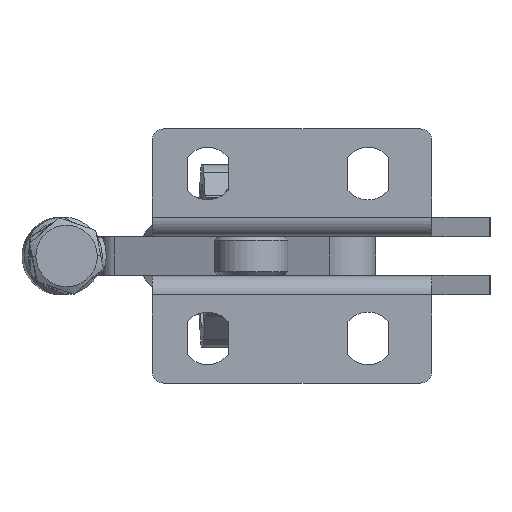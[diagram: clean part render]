
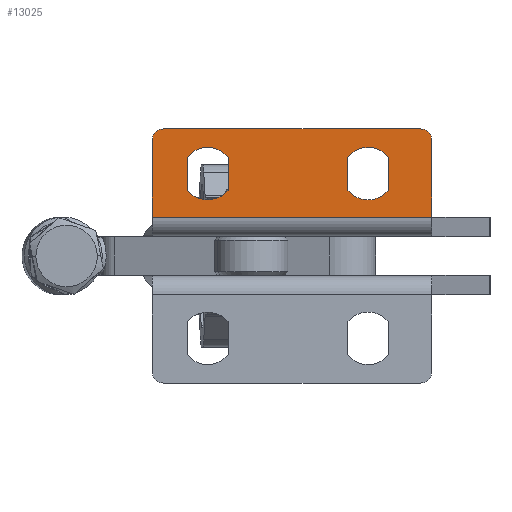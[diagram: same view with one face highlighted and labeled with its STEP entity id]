
A CAD part, front view. The second image highlights one B-rep face of the part: STEP entity #13025.
In plain terms, the highlighted planar face has unit normal (0, -1, 0).
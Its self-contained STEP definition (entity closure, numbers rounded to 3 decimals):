
#12690 = ORIENTED_EDGE ( 'NONE', *, *, #41343, .F. ) ;
#12950 = VERTEX_POINT ( 'NONE', #42077 ) ;
#12953 = VERTEX_POINT ( 'NONE', #41996 ) ;
#12960 = EDGE_LOOP ( 'NONE', ( #12996, #12993, #12992, #13042, #13022 ) ) ;
#12965 = ORIENTED_EDGE ( 'NONE', *, *, #12989, .F. ) ;
#12982 = EDGE_CURVE ( 'NONE', #13035, #12991, #42293, .T. ) ;
#12986 = VERTEX_POINT ( 'NONE', #42268 ) ;
#12988 = VERTEX_POINT ( 'NONE', #42259 ) ;
#12989 = EDGE_CURVE ( 'NONE', #12991, #12986, #42445, .T. ) ;
#12991 = VERTEX_POINT ( 'NONE', #42437 ) ;
#12992 = ORIENTED_EDGE ( 'NONE', *, *, #13037, .T. ) ;
#12993 = ORIENTED_EDGE ( 'NONE', *, *, #13010, .T. ) ;
#12996 = ORIENTED_EDGE ( 'NONE', *, *, #13003, .T. ) ;
#13001 = VERTEX_POINT ( 'NONE', #42442 ) ;
#13002 = EDGE_CURVE ( 'NONE', #12986, #13021, #42393, .T. ) ;
#13003 = EDGE_CURVE ( 'NONE', #20109, #13001, #42496, .T. ) ;
#13010 = EDGE_CURVE ( 'NONE', #13001, #13027, #42840, .T. ) ;
#13011 = EDGE_LOOP ( 'NONE', ( #13031, #13033, #13018, #12965, #13032, #12690 ) ) ;
#13018 = ORIENTED_EDGE ( 'NONE', *, *, #13002, .F. ) ;
#13021 = VERTEX_POINT ( 'NONE', #42827 ) ;
#13022 = ORIENTED_EDGE ( 'NONE', *, *, #20103, .T. ) ;
#13025 = ADVANCED_FACE ( 'NONE', ( #42820, #42891, #42821 ), #42800, .T. ) ;
#13026 = EDGE_CURVE ( 'NONE', #12950, #20185, #42951, .T. ) ;
#13027 = VERTEX_POINT ( 'NONE', #42810 ) ;
#13028 = EDGE_CURVE ( 'NONE', #13021, #12988, #42851, .T. ) ;
#13031 = ORIENTED_EDGE ( 'NONE', *, *, #13034, .F. ) ;
#13032 = ORIENTED_EDGE ( 'NONE', *, *, #12982, .F. ) ;
#13033 = ORIENTED_EDGE ( 'NONE', *, *, #13028, .F. ) ;
#13034 = EDGE_CURVE ( 'NONE', #12988, #12953, #43088, .T. ) ;
#13035 = VERTEX_POINT ( 'NONE', #43087 ) ;
#13037 = EDGE_CURVE ( 'NONE', #13027, #12950, #43085, .T. ) ;
#13042 = ORIENTED_EDGE ( 'NONE', *, *, #13026, .T. ) ;
#13503 = EDGE_CURVE ( 'NONE', #20309, #20099, #34097, .T. ) ;
#17331 = AXIS2_PLACEMENT_3D ( 'NONE', #17337, #17395, #17394 ) ;
#17332 = CARTESIAN_POINT ( 'NONE',  ( -293.331, 2532.506, 26.946 ) ) ;
#17333 = LINE ( 'NONE', #17332, #17391 ) ;
#17337 = CARTESIAN_POINT ( 'NONE',  ( -288.081, 2532.506, 31.209 ) ) ;
#17338 = CARTESIAN_POINT ( 'NONE',  ( -293.331, 2532.506, 35.446 ) ) ;
#17340 = DIRECTION ( 'NONE',  ( 0., 0., 1. ) ) ;
#17341 = DIRECTION ( 'NONE',  ( 0., 1., 0. ) ) ;
#17342 = CARTESIAN_POINT ( 'NONE',  ( -288.081, 2532.506, 31.184 ) ) ;
#17343 = AXIS2_PLACEMENT_3D ( 'NONE', #17342, #17341, #17340 ) ;
#17344 = CIRCLE ( 'NONE', #17331, 6.762 ) ;
#17347 = CARTESIAN_POINT ( 'NONE',  ( -282.831, 2532.506, 26.946 ) ) ;
#17357 = CIRCLE ( 'NONE', #17343, 6.762 ) ;
#17368 = LINE ( 'NONE', #17374, #17373 ) ;
#17369 = CARTESIAN_POINT ( 'NONE',  ( -340.684, 2532.506, 20. ) ) ;
#17370 = LINE ( 'NONE', #17369, #17425 ) ;
#17373 = VECTOR ( 'NONE', #17421, 1000. ) ;
#17374 = CARTESIAN_POINT ( 'NONE',  ( -282.831, 2532.506, 26.946 ) ) ;
#17390 = DIRECTION ( 'NONE',  ( 0., 0., 1. ) ) ;
#17391 = VECTOR ( 'NONE', #17390, 1000. ) ;
#17394 = DIRECTION ( 'NONE',  ( 0., 0., 1. ) ) ;
#17395 = DIRECTION ( 'NONE',  ( 0., 1., 0. ) ) ;
#17421 = DIRECTION ( 'NONE',  ( 0., 0., -1. ) ) ;
#17424 = DIRECTION ( 'NONE',  ( -1., 0., 0. ) ) ;
#17425 = VECTOR ( 'NONE', #17424, 1000. ) ;
#17426 = CARTESIAN_POINT ( 'NONE',  ( -282.831, 2532.506, 35.446 ) ) ;
#20099 = VERTEX_POINT ( 'NONE', #27594 ) ;
#20103 = EDGE_CURVE ( 'NONE', #20185, #20109, #27610, .T. ) ;
#20109 = VERTEX_POINT ( 'NONE', #27607 ) ;
#20185 = VERTEX_POINT ( 'NONE', #27756 ) ;
#20309 = VERTEX_POINT ( 'NONE', #28209 ) ;
#27594 = CARTESIAN_POINT ( 'NONE',  ( -293.331, 2532.506, 26.946 ) ) ;
#27601 = DIRECTION ( 'NONE',  ( 0., 0., 1. ) ) ;
#27602 = DIRECTION ( 'NONE',  ( 0., 1., 0. ) ) ;
#27603 = CARTESIAN_POINT ( 'NONE',  ( -329.384, 2532.506, 31.213 ) ) ;
#27604 = AXIS2_PLACEMENT_3D ( 'NONE', #27603, #27602, #27601 ) ;
#27607 = CARTESIAN_POINT ( 'NONE',  ( -334.634, 2532.506, 26.95 ) ) ;
#27610 = CIRCLE ( 'NONE', #27604, 6.762 ) ;
#27756 = CARTESIAN_POINT ( 'NONE',  ( -329.384, 2532.506, 24.45 ) ) ;
#28209 = CARTESIAN_POINT ( 'NONE',  ( -288.081, 2532.506, 24.446 ) ) ;
#33911 = AXIS2_PLACEMENT_3D ( 'NONE', #34089, #34088, #34087 ) ;
#34087 = DIRECTION ( 'NONE',  ( 0., 0., 1. ) ) ;
#34088 = DIRECTION ( 'NONE',  ( 0., 1., 0. ) ) ;
#34089 = CARTESIAN_POINT ( 'NONE',  ( -288.081, 2532.506, 31.209 ) ) ;
#34097 = CIRCLE ( 'NONE', #33911, 6.762 ) ;
#40031 = ORIENTED_EDGE ( 'NONE', *, *, #40393, .T. ) ;
#40083 = EDGE_CURVE ( 'NONE', #40209, #41370, #17357, .T. ) ;
#40084 = ORIENTED_EDGE ( 'NONE', *, *, #40083, .T. ) ;
#40209 = VERTEX_POINT ( 'NONE', #17338 ) ;
#40221 = ORIENTED_EDGE ( 'NONE', *, *, #13503, .T. ) ;
#40253 = EDGE_CURVE ( 'NONE', #40357, #20309, #17344, .T. ) ;
#40276 = EDGE_LOOP ( 'NONE', ( #41351, #40606, #40221, #40031, #40084 ) ) ;
#40357 = VERTEX_POINT ( 'NONE', #17347 ) ;
#40393 = EDGE_CURVE ( 'NONE', #20099, #40209, #17333, .T. ) ;
#40606 = ORIENTED_EDGE ( 'NONE', *, *, #40253, .T. ) ;
#41343 = EDGE_CURVE ( 'NONE', #12953, #13035, #17370, .T. ) ;
#41351 = ORIENTED_EDGE ( 'NONE', *, *, #41355, .T. ) ;
#41355 = EDGE_CURVE ( 'NONE', #41370, #40357, #17368, .T. ) ;
#41370 = VERTEX_POINT ( 'NONE', #17426 ) ;
#41996 = CARTESIAN_POINT ( 'NONE',  ( -271.684, 2532.506, 20. ) ) ;
#42077 = CARTESIAN_POINT ( 'NONE',  ( -324.134, 2532.506, 26.95 ) ) ;
#42259 = CARTESIAN_POINT ( 'NONE',  ( -271.684, 2532.506, 39.7 ) ) ;
#42268 = CARTESIAN_POINT ( 'NONE',  ( -340.684, 2532.506, 42.7 ) ) ;
#42275 = DIRECTION ( 'NONE',  ( 0., 0., 1. ) ) ;
#42276 = VECTOR ( 'NONE', #42275, 1000. ) ;
#42292 = CARTESIAN_POINT ( 'NONE',  ( -343.684, 2532.506, 20. ) ) ;
#42293 = LINE ( 'NONE', #42292, #42276 ) ;
#42371 = CARTESIAN_POINT ( 'NONE',  ( -340.684, 2532.506, 39.7 ) ) ;
#42393 = LINE ( 'NONE', #42539, #42537 ) ;
#42404 = DIRECTION ( 'NONE',  ( 0., 0., 1. ) ) ;
#42405 = DIRECTION ( 'NONE',  ( 0., 1., 0. ) ) ;
#42435 = AXIS2_PLACEMENT_3D ( 'NONE', #42371, #42405, #42404 ) ;
#42437 = CARTESIAN_POINT ( 'NONE',  ( -343.684, 2532.506, 39.7 ) ) ;
#42442 = CARTESIAN_POINT ( 'NONE',  ( -334.634, 2532.506, 35.45 ) ) ;
#42445 = CIRCLE ( 'NONE', #42435, 3. ) ;
#42494 = CARTESIAN_POINT ( 'NONE',  ( -334.634, 2532.506, 26.95 ) ) ;
#42496 = LINE ( 'NONE', #42494, #42529 ) ;
#42528 = DIRECTION ( 'NONE',  ( 0., 0., 1. ) ) ;
#42529 = VECTOR ( 'NONE', #42528, 1000. ) ;
#42536 = DIRECTION ( 'NONE',  ( 1., 0., 0. ) ) ;
#42537 = VECTOR ( 'NONE', #42536, 1000. ) ;
#42539 = CARTESIAN_POINT ( 'NONE',  ( -340.684, 2532.506, 42.7 ) ) ;
#42734 = CARTESIAN_POINT ( 'NONE',  ( -329.384, 2532.506, 31.188 ) ) ;
#42800 = PLANE ( 'NONE',  #42962 ) ;
#42810 = CARTESIAN_POINT ( 'NONE',  ( -324.134, 2532.506, 35.45 ) ) ;
#42814 = DIRECTION ( 'NONE',  ( 0., 1., 0. ) ) ;
#42820 = FACE_BOUND ( 'NONE', #12960, .T. ) ;
#42821 = FACE_BOUND ( 'NONE', #40276, .T. ) ;
#42824 = DIRECTION ( 'NONE',  ( 0., 0., 1. ) ) ;
#42825 = AXIS2_PLACEMENT_3D ( 'NONE', #42734, #42843, #42824 ) ;
#42827 = CARTESIAN_POINT ( 'NONE',  ( -274.684, 2532.506, 42.7 ) ) ;
#42840 = CIRCLE ( 'NONE', #42825, 6.763 ) ;
#42843 = DIRECTION ( 'NONE',  ( 0., 1., 0. ) ) ;
#42851 = CIRCLE ( 'NONE', #42954, 3. ) ;
#42891 = FACE_OUTER_BOUND ( 'NONE', #13011, .T. ) ;
#42946 = CARTESIAN_POINT ( 'NONE',  ( -274.684, 2532.506, 39.7 ) ) ;
#42947 = DIRECTION ( 'NONE',  ( 0., 0., 1. ) ) ;
#42948 = DIRECTION ( 'NONE',  ( 0., 1., 0. ) ) ;
#42949 = CARTESIAN_POINT ( 'NONE',  ( -329.384, 2532.506, 31.213 ) ) ;
#42950 = AXIS2_PLACEMENT_3D ( 'NONE', #42949, #42948, #42947 ) ;
#42951 = CIRCLE ( 'NONE', #42950, 6.762 ) ;
#42954 = AXIS2_PLACEMENT_3D ( 'NONE', #42946, #42814, #43094 ) ;
#42959 = DIRECTION ( 'NONE',  ( 0., 0., 1. ) ) ;
#42960 = DIRECTION ( 'NONE',  ( 0., -1., 0. ) ) ;
#42961 = CARTESIAN_POINT ( 'NONE',  ( -340.684, 2532.506, 39.7 ) ) ;
#42962 = AXIS2_PLACEMENT_3D ( 'NONE', #42961, #42960, #42959 ) ;
#43034 = DIRECTION ( 'NONE',  ( 0., 0., -1. ) ) ;
#43036 = VECTOR ( 'NONE', #43034, 1000. ) ;
#43038 = CARTESIAN_POINT ( 'NONE',  ( -324.134, 2532.506, 26.95 ) ) ;
#43071 = DIRECTION ( 'NONE',  ( 0., 0., -1. ) ) ;
#43073 = VECTOR ( 'NONE', #43071, 1000. ) ;
#43074 = CARTESIAN_POINT ( 'NONE',  ( -271.684, 2532.506, 39.7 ) ) ;
#43085 = LINE ( 'NONE', #43038, #43036 ) ;
#43087 = CARTESIAN_POINT ( 'NONE',  ( -343.684, 2532.506, 20. ) ) ;
#43088 = LINE ( 'NONE', #43074, #43073 ) ;
#43094 = DIRECTION ( 'NONE',  ( 0., 0., 1. ) ) ;
